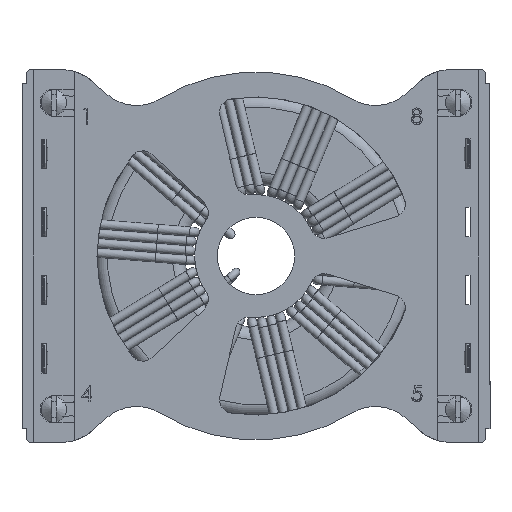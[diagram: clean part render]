
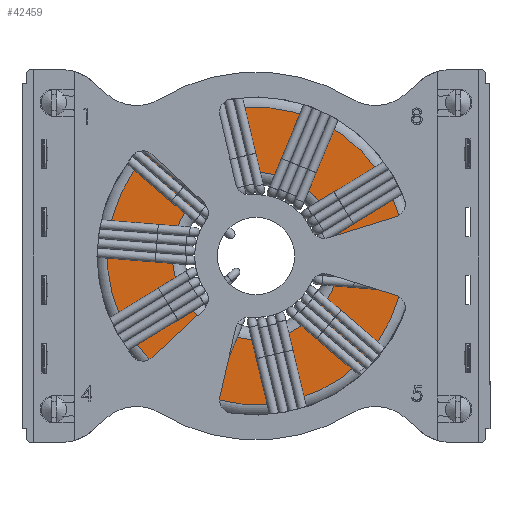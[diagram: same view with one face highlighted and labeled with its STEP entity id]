
A CAD part, front view. The second image highlights one B-rep face of the part: STEP entity #42459.
In plain terms, the highlighted planar face has unit normal (0, -1, 0).
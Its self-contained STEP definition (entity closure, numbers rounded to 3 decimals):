
#356 = FACE_OUTER_BOUND ( 'NONE', #64920, .T. ) ;
#2550 = CIRCLE ( 'NONE', #7585, 18.4 ) ;
#3061 = PLANE ( 'NONE',  #25566 ) ;
#3897 = EDGE_CURVE ( 'NONE', #18764, #18764, #2550, .T. ) ;
#6051 = CARTESIAN_POINT ( 'NONE',  ( -15.072, -2.7, -10.554 ) ) ;
#7038 = CARTESIAN_POINT ( 'NONE',  ( 0., -2.7, 0. ) ) ;
#7585 = AXIS2_PLACEMENT_3D ( 'NONE', #7038, #42247, #12072 ) ;
#9328 = AXIS2_PLACEMENT_3D ( 'NONE', #9396, #44610, #14429 ) ;
#9396 = CARTESIAN_POINT ( 'NONE',  ( 0., -2.7, 0. ) ) ;
#12072 = DIRECTION ( 'NONE',  ( -0.819, 0., -0.574 ) ) ;
#14429 = DIRECTION ( 'NONE',  ( -0.819, 0., -0.574 ) ) ;
#18713 = CARTESIAN_POINT ( 'NONE',  ( 0., -2.7, 0. ) ) ;
#18764 = VERTEX_POINT ( 'NONE', #6051 ) ;
#23370 = CIRCLE ( 'NONE', #9328, 32.75 ) ;
#23799 = DIRECTION ( 'NONE',  ( -0.819, 0., -0.574 ) ) ;
#25566 = AXIS2_PLACEMENT_3D ( 'NONE', #18713, #53922, #23799 ) ;
#25636 = FACE_BOUND ( 'NONE', #56125, .T. ) ;
#36194 = CARTESIAN_POINT ( 'NONE',  ( -26.827, -2.7, -18.785 ) ) ;
#37516 = ORIENTED_EDGE ( 'NONE', *, *, #3897, .T. ) ;
#42247 = DIRECTION ( 'NONE',  ( 0., 1., 0. ) ) ;
#42459 = ADVANCED_FACE ( 'NONE', ( #25636, #356 ), #3061, .F. ) ;
#42953 = VERTEX_POINT ( 'NONE', #36194 ) ;
#43862 = ORIENTED_EDGE ( 'NONE', *, *, #53477, .T. ) ;
#44610 = DIRECTION ( 'NONE',  ( 0., -1., 0. ) ) ;
#53477 = EDGE_CURVE ( 'NONE', #42953, #42953, #23370, .T. ) ;
#53922 = DIRECTION ( 'NONE',  ( 0., 1., 0. ) ) ;
#56125 = EDGE_LOOP ( 'NONE', ( #37516 ) ) ;
#64920 = EDGE_LOOP ( 'NONE', ( #43862 ) ) ;
